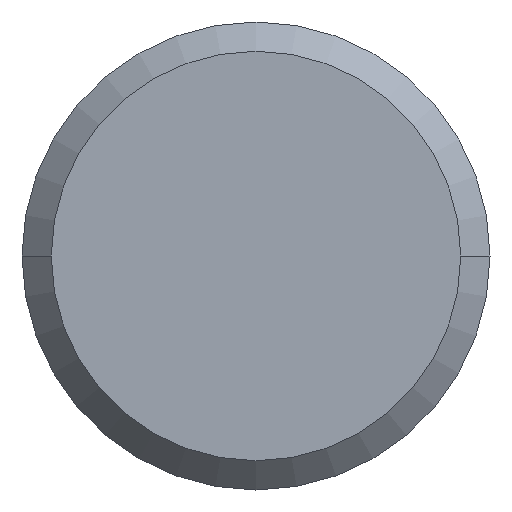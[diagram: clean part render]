
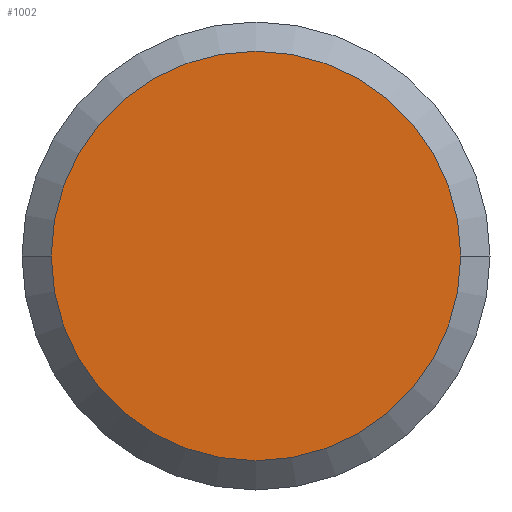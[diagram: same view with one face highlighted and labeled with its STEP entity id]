
A CAD part, front view. The second image highlights one B-rep face of the part: STEP entity #1002.
In plain terms, the highlighted planar face has unit normal (0, -1, 0).
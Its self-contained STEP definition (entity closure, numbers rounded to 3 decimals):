
#489=CARTESIAN_POINT('',(0.,-60.,0.));
#490=DIRECTION('',(0.,1.,0.));
#491=DIRECTION('',(-1.,0.,0.));
#492=AXIS2_PLACEMENT_3D('',#489,#490,#491);
#497=CARTESIAN_POINT('',(0.,-60.,0.));
#498=DIRECTION('',(0.,-1.,0.));
#499=DIRECTION('',(-1.,0.,0.));
#500=AXIS2_PLACEMENT_3D('',#497,#498,#499);
#721=CARTESIAN_POINT('',(-5.25,-60.,0.));
#722=CARTESIAN_POINT('',(5.25,-60.,0.));
#723=VERTEX_POINT('',#721);
#724=VERTEX_POINT('',#722);
#993=CARTESIAN_POINT('',(0.,-60.,0.));
#994=DIRECTION('',(0.,1.,0.));
#995=DIRECTION('',(1.,0.,0.));
#996=AXIS2_PLACEMENT_3D('',#993,#994,#995);
#997=PLANE('',#996);
#998=ORIENTED_EDGE('',*,*,#986,.F.);
#999=ORIENTED_EDGE('',*,*,#975,.T.);
#1000=EDGE_LOOP('',(#998,#999));
#1001=FACE_OUTER_BOUND('',#1000,.F.);
#1002=ADVANCED_FACE('',(#1001),#997,.F.);
#493=CIRCLE('',#492,5.25);
#501=CIRCLE('',#500,5.25);
#975=EDGE_CURVE('',#723,#724,#493,.T.);
#986=EDGE_CURVE('',#723,#724,#501,.T.);
